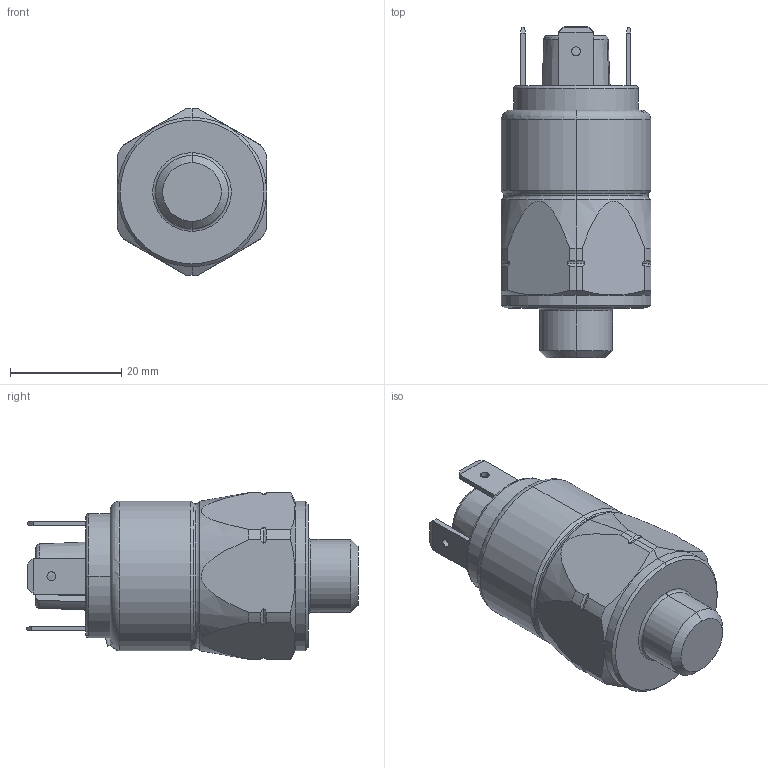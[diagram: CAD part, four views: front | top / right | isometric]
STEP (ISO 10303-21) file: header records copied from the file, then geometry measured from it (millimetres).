
FILE_DESCRIPTION(('OneSpaceDesigner STEP Export'),'2;1');
FILE_NAME('0186-4XX03-X-XXX.stp','2007-09-26T14:37:56',(''),(''),'OneSpace Designer STEP processor for AP214 (Solid Model)','OneSpace Designer 14.00B 27-May-2006 (C) CoCreate Software GmbH','');
FILE_SCHEMA(('AUTOMOTIVE_DESIGN { 1 0 10303 214 1 1 1 1 }'));
Length unit declared in the file: millimetre
Products named in the file (2): 0186-4XX03-X-XXX
Assembly tree (1 placements, depth 2):
  0186-4XX03-X-XXX
    0186-4XX03-X-XXX
Bounding box: 27 x 59.8 x 30 mm (x, y, z)
Volume: 24308.5 mm3; surface area: 6576.2 mm2
Topology: 1 solids, 1 shells, 258 faces, 646 edges, 397 vertices
Faces by surface type: plane 112, cylinder 55, torus 43, cone 28, bspline 14, sphere 6
Entity records: 12603 total; most frequent: CARTESIAN_POINT 7212, ORIENTED_EDGE 1284, DIRECTION 849, EDGE_CURVE 642, VERTEX_POINT 397, VECTOR 301, LINE 301, EDGE_LOOP 279
